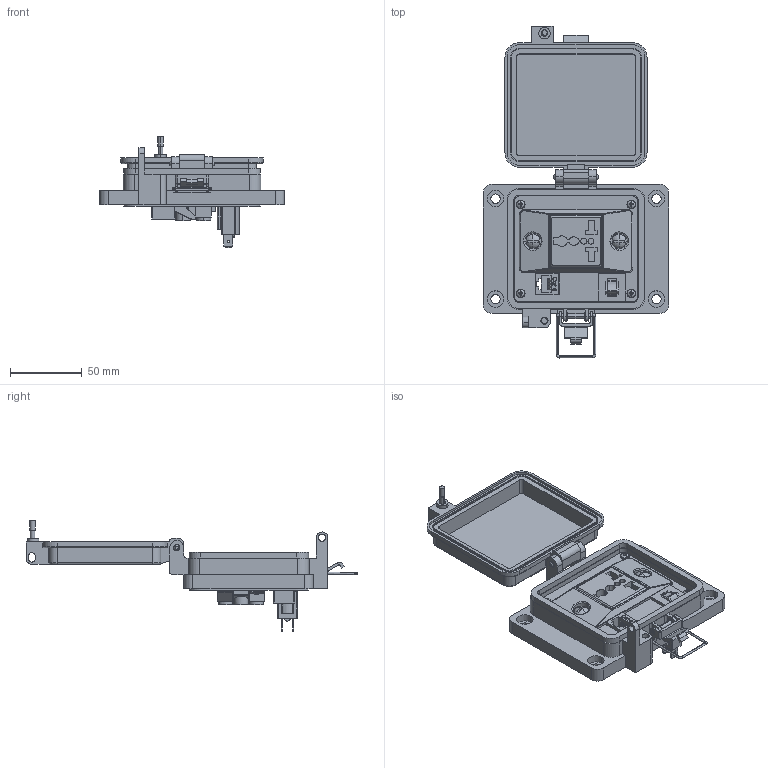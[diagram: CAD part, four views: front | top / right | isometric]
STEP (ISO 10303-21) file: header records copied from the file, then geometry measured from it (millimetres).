
FILE_DESCRIPTION (( 'STEP AP203' ), '1' );
FILE_NAME ('P-R62-K3RUV3_3D.STEP', '2020-05-21T15:49:40', ( '' ), ( '' ), 'SwSTEP 2.0', 'SolidWorks 2019', '' );
FILE_SCHEMA (( 'CONFIG_CONTROL_DESIGN' ));
Length unit declared in the file: millimetre
Products named in the file (18): Z-200-OTLT-RUV; P-R62-K3RUV3_BP180_1; Z-002-8321132HN_90675A009; P-R62-K3RUV3_TP060_1; Z-000-4243316TFP; Z-H-K3_B; P-R62-K3RUV3_3D; R62; CBX; Z-200-OTLT-RUV_bezel; 92005A124_METRIC PAN HEAD PHILLIPS MACHINE SCREW_92005A124; Z-000-83212TH_90271A194; Z-300-RJ45CAT6; Z-200-OTLT-RUV_outlet; -K3; P-R62-K3RUV3_FP060_1; RUV; Z-CB-SM
Assembly tree (23 placements, depth 4):
  P-R62-K3RUV3_3D
    P-R62-K3RUV3_BP180_1
    P-R62-K3RUV3_TP060_1
    Z-000-4243316TFP  x2
    P-R62-K3RUV3_FP060_1
    R62
      Z-300-RJ45CAT6
    RUV
      Z-200-OTLT-RUV
        Z-200-OTLT-RUV_bezel
        Z-200-OTLT-RUV_outlet
    Z-000-83212TH_90271A194  x2
    Z-002-8321132HN_90675A009  x2
    CBX
      Z-CB-SM
    -K3
      Z-H-K3_B
    92005A124_METRIC PAN HEAD PHILLIPS MACHINE SCREW_92005A124  x4
Bounding box: 129 x 231.18 x 77.64 mm (x, y, z)
Volume: 202799.3 mm3; surface area: 125415.1 mm2
Topology: 27 solids, 27 shells, 2430 faces, 6720 edges, 4419 vertices
Faces by surface type: cylinder 1105, plane 887, bspline 249, cone 122, torus 41, sphere 26
Entity records: 66401 total; most frequent: CARTESIAN_POINT 23431, ORIENTED_EDGE 9212, DIRECTION 7619, EDGE_CURVE 4606, VERTEX_POINT 3022, VECTOR 2687, LINE 2687, AXIS2_PLACEMENT_3D 2466
